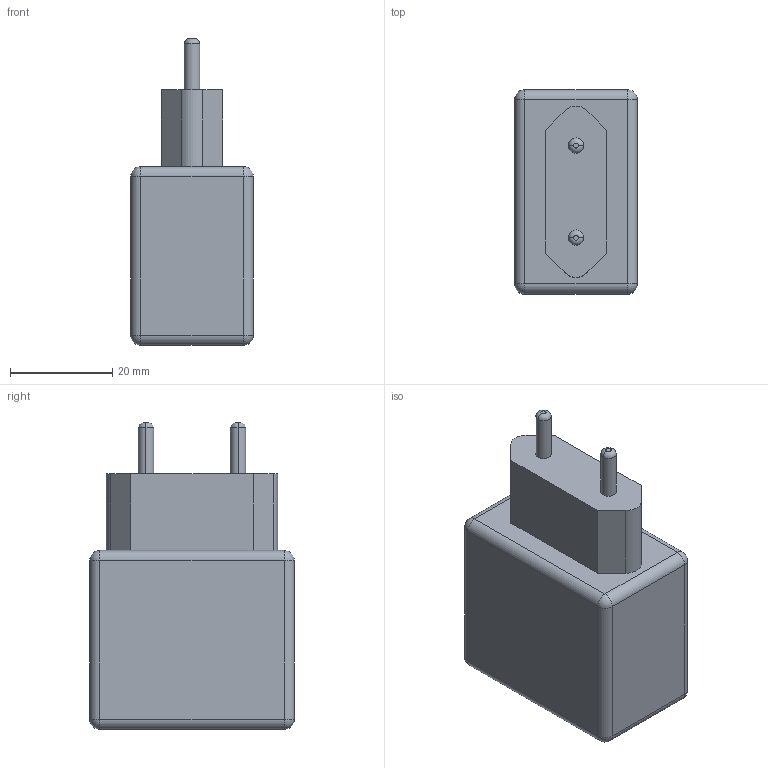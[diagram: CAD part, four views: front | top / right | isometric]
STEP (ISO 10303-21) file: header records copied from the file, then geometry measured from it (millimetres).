
FILE_DESCRIPTION (( 'STEP AP214' ), '1' );
FILE_NAME ('17 ( les fonction accumulees 4 ).STEP', '2025-09-19T14:23:27', ( '' ), ( '' ), 'SwSTEP 2.0', 'SolidWorks 2024', '' );
FILE_SCHEMA (( 'AUTOMOTIVE_DESIGN' ));
Length unit declared in the file: millimetre
Products named in the file (1): 17 ( les fonction accumulees 4 )
Bounding box: 24 x 40 x 60 mm (x, y, z)
Volume: 38350.8 mm3; surface area: 7705.5 mm2
Topology: 1 solids, 1 shells, 50 faces, 112 edges, 60 vertices
Faces by surface type: plane 20, cylinder 18, sphere 8, torus 4
Entity records: 1331 total; most frequent: DIRECTION 250, CARTESIAN_POINT 215, ORIENTED_EDGE 208, EDGE_CURVE 104, AXIS2_PLACEMENT_3D 95, VERTEX_POINT 60, LINE 60, VECTOR 60
